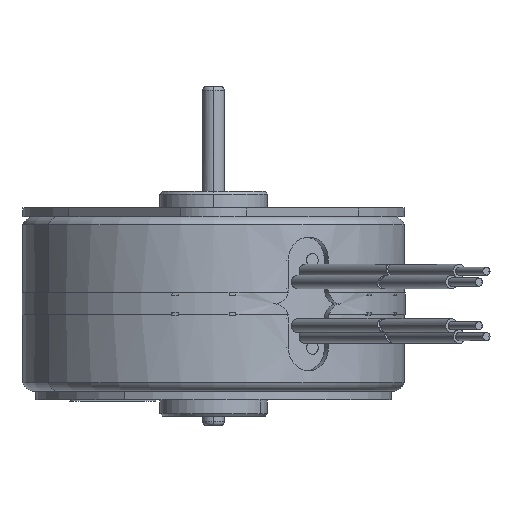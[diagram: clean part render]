
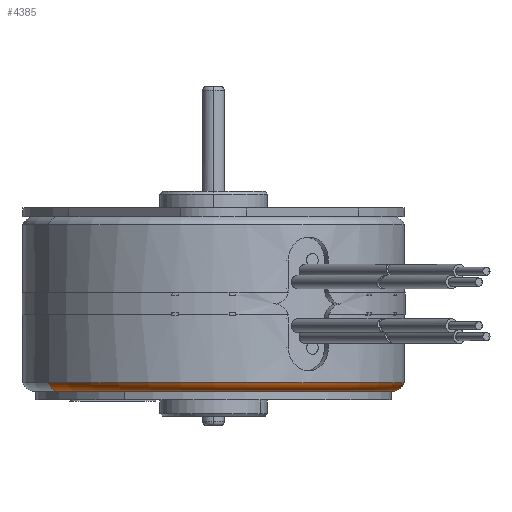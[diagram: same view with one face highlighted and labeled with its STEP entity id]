
A CAD part, left-side view. The second image highlights one B-rep face of the part: STEP entity #4385.
In plain terms, the highlighted toroidal (fillet/blend) face has major radius 16.65 mm and minor radius 1.194 mm.
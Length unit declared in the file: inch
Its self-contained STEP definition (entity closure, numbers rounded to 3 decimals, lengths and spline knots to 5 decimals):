
#109=CARTESIAN_POINT('',(0.,0.,-0.32));
#110=DIRECTION('',(0.,0.,1.));
#111=DIRECTION('',(-0.5,0.866,0.));
#112=AXIS2_PLACEMENT_3D('',#109,#110,#111);
#129=CARTESIAN_POINT('',(0.,0.,-0.28952));
#130=DIRECTION('',(0.,0.,1.));
#131=DIRECTION('',(-0.5,0.866,0.));
#132=AXIS2_PLACEMENT_3D('',#129,#130,#131);
#3010=CARTESIAN_POINT('',(-0.32775,0.56768,-0.273));
#3011=DIRECTION('',(-0.866,-0.5,0.));
#3012=DIRECTION('',(-0.468,0.811,-0.352));
#3013=AXIS2_PLACEMENT_3D('',#3010,#3011,#3012);
#3015=CARTESIAN_POINT('',(0.32775,-0.56768,-0.273));
#3016=DIRECTION('',(-0.866,-0.5,0.));
#3017=DIRECTION('',(0.,0.,-1.));
#3018=AXIS2_PLACEMENT_3D('',#3015,#3016,#3017);
#3826=CARTESIAN_POINT('',(0.34975,-0.60578,
-0.28952));
#3827=VERTEX_POINT('',#3826);
#3828=CARTESIAN_POINT('',(-0.34975,0.60578,-0.28952));
#3829=VERTEX_POINT('',#3828);
#3987=CARTESIAN_POINT('',(-0.32775,0.56768,-0.32));
#3988=VERTEX_POINT('',#3987);
#3989=CARTESIAN_POINT('',(0.32775,-0.56768,-0.32));
#3990=VERTEX_POINT('',#3989);
#4371=CARTESIAN_POINT('',(0.,0.,-0.273));
#4372=DIRECTION('',(0.,0.,1.));
#4373=DIRECTION('',(-0.5,0.866,0.));
#4374=AXIS2_PLACEMENT_3D('',#4371,#4372,#4373);
#4375=TOROIDAL_SURFACE('',#4374,0.6555,0.047);
#4377=ORIENTED_EDGE('',*,*,#4376,.T.);
#4379=ORIENTED_EDGE('',*,*,#4378,.F.);
#4380=ORIENTED_EDGE('',*,*,#4359,.F.);
#4382=ORIENTED_EDGE('',*,*,#4381,.F.);
#4383=EDGE_LOOP('',(#4377,#4379,#4380,#4382));
#4384=FACE_OUTER_BOUND('',#4383,.F.);
#4385=ADVANCED_FACE('',(#4384),#4375,.T.);
#113=CIRCLE('',#112,0.6555);
#133=CIRCLE('',#132,0.6995);
#3014=CIRCLE('',#3013,0.047);
#3019=CIRCLE('',#3018,0.047);
#4359=EDGE_CURVE('',#3988,#3990,#113,.T.);
#4376=EDGE_CURVE('',#3829,#3827,#133,.T.);
#4378=EDGE_CURVE('',#3990,#3827,#3019,.T.);
#4381=EDGE_CURVE('',#3829,#3988,#3014,.T.);
